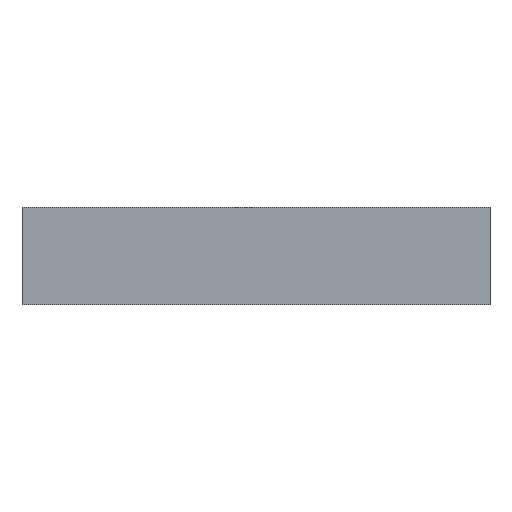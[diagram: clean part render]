
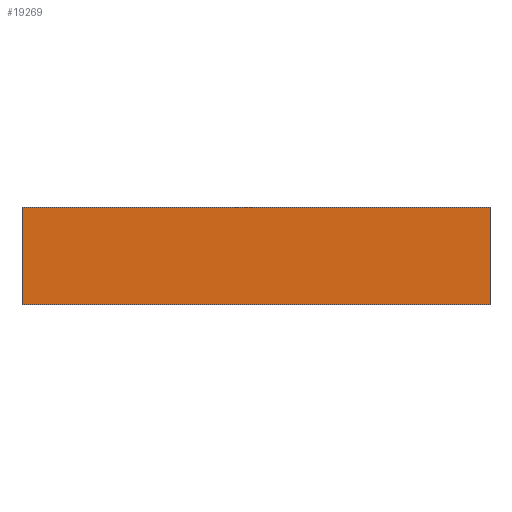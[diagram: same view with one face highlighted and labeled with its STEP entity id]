
A CAD part, front view. The second image highlights one B-rep face of the part: STEP entity #19269.
In plain terms, the highlighted planar face has unit normal (0, -1, 0).
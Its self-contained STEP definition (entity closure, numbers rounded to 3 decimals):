
#1038 = CARTESIAN_POINT ( 'NONE',  ( 311., -20., -65. ) ) ;
#1453 = VERTEX_POINT ( 'NONE', #4602 ) ;
#1689 = VERTEX_POINT ( 'NONE', #26266 ) ;
#3866 = PLANE ( 'NONE',  #33092 ) ;
#4043 = CARTESIAN_POINT ( 'NONE',  ( 0., -20., 0. ) ) ;
#4602 = CARTESIAN_POINT ( 'NONE',  ( -311., -20., -65. ) ) ;
#5670 = VECTOR ( 'NONE', #27324, 1000. ) ;
#8567 = ORIENTED_EDGE ( 'NONE', *, *, #9713, .T. ) ;
#9618 = DIRECTION ( 'NONE',  ( 0., 0., -1. ) ) ;
#9713 = EDGE_CURVE ( 'NONE', #13113, #1689, #35079, .T. ) ;
#9990 = CARTESIAN_POINT ( 'NONE',  ( 311., -20., 65. ) ) ;
#12115 = DIRECTION ( 'NONE',  ( 0., -1., 0. ) ) ;
#12849 = DIRECTION ( 'NONE',  ( 0., 0., 1. ) ) ;
#13039 = ORIENTED_EDGE ( 'NONE', *, *, #16130, .T. ) ;
#13113 = VERTEX_POINT ( 'NONE', #1038 ) ;
#13412 = VECTOR ( 'NONE', #12849, 1000. ) ;
#14932 = ORIENTED_EDGE ( 'NONE', *, *, #27030, .T. ) ;
#16130 = EDGE_CURVE ( 'NONE', #1689, #33752, #26637, .T. ) ;
#16572 = LINE ( 'NONE', #19254, #5670 ) ;
#18761 = EDGE_LOOP ( 'NONE', ( #21399, #14932, #8567, #13039 ) ) ;
#19254 = CARTESIAN_POINT ( 'NONE',  ( -311., -20., -65. ) ) ;
#19269 = ADVANCED_FACE ( 'NONE', ( #28440 ), #3866, .T. ) ;
#19271 = CARTESIAN_POINT ( 'NONE',  ( -311., -20., 65. ) ) ;
#20599 = VECTOR ( 'NONE', #31079, 1000. ) ;
#21399 = ORIENTED_EDGE ( 'NONE', *, *, #28819, .T. ) ;
#25524 = CARTESIAN_POINT ( 'NONE',  ( -311., -20., 65. ) ) ;
#25707 = LINE ( 'NONE', #25524, #20599 ) ;
#26266 = CARTESIAN_POINT ( 'NONE',  ( 311., -20., 65. ) ) ;
#26273 = CARTESIAN_POINT ( 'NONE',  ( -311., -20., 65. ) ) ;
#26637 = LINE ( 'NONE', #26273, #29073 ) ;
#27030 = EDGE_CURVE ( 'NONE', #1453, #13113, #16572, .T. ) ;
#27324 = DIRECTION ( 'NONE',  ( 1., 0., 0. ) ) ;
#28440 = FACE_OUTER_BOUND ( 'NONE', #18761, .T. ) ;
#28780 = DIRECTION ( 'NONE',  ( -1., 0., 0. ) ) ;
#28819 = EDGE_CURVE ( 'NONE', #33752, #1453, #25707, .T. ) ;
#29073 = VECTOR ( 'NONE', #28780, 1000. ) ;
#31079 = DIRECTION ( 'NONE',  ( 0., 0., -1. ) ) ;
#33092 = AXIS2_PLACEMENT_3D ( 'NONE', #4043, #12115, #9618 ) ;
#33752 = VERTEX_POINT ( 'NONE', #19271 ) ;
#35079 = LINE ( 'NONE', #9990, #13412 ) ;
